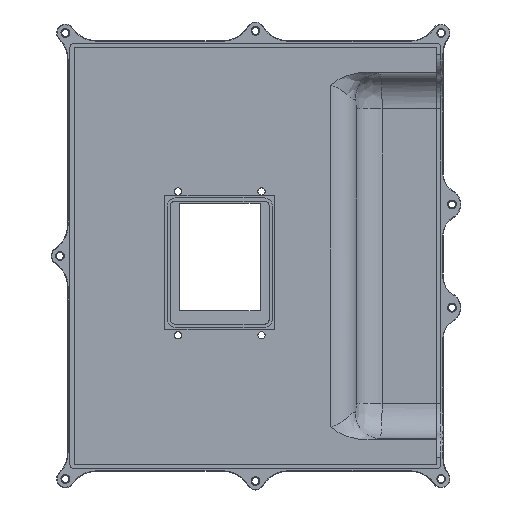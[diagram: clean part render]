
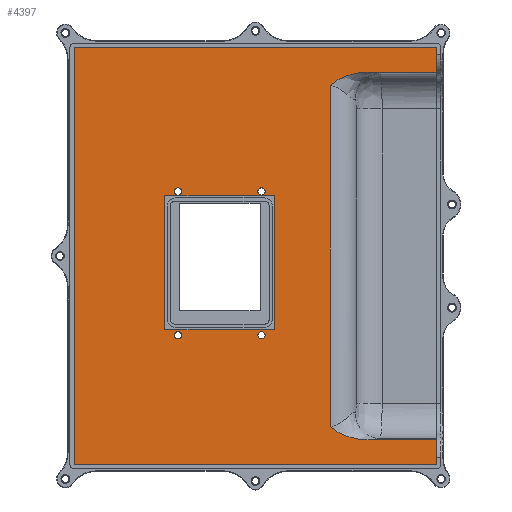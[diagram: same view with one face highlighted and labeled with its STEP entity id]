
A CAD part, top view. The second image highlights one B-rep face of the part: STEP entity #4397.
In plain terms, the highlighted planar face has unit normal (0, 0, 1).
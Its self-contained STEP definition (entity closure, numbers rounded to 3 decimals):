
#191=LINE('',#7010,#449);
#192=LINE('',#7013,#450);
#193=LINE('',#7015,#451);
#194=LINE('',#7017,#452);
#195=LINE('',#7018,#453);
#196=LINE('',#7030,#454);
#197=LINE('',#7042,#455);
#198=LINE('',#7044,#456);
#199=LINE('',#7048,#457);
#200=LINE('',#7052,#458);
#201=LINE('',#7056,#459);
#202=LINE('',#7060,#460);
#449=VECTOR('',#5390,1000.);
#450=VECTOR('',#5391,1000.);
#451=VECTOR('',#5392,1000.);
#452=VECTOR('',#5393,1000.);
#453=VECTOR('',#5394,1000.);
#454=VECTOR('',#5395,1000.);
#455=VECTOR('',#5396,1000.);
#456=VECTOR('',#5397,1000.);
#457=VECTOR('',#5400,1000.);
#458=VECTOR('',#5403,1000.);
#459=VECTOR('',#5406,1000.);
#460=VECTOR('',#5409,1000.);
#697=PLANE('',#4731);
#821=B_SPLINE_CURVE_WITH_KNOTS('',3,(#7021,#7022,#7023,#7024,#7025,#7026,
#7027,#7028),.UNSPECIFIED.,.F.,.F.,(4,1,1,1,1,4),(0.,0.005,
0.01,0.014,0.017,0.019),
 .UNSPECIFIED.);
#822=B_SPLINE_CURVE_WITH_KNOTS('',3,(#7032,#7033,#7034,#7035,#7036,#7037,
#7038,#7039,#7040),.UNSPECIFIED.,.F.,.F.,(4,1,1,1,1,1,4),(0.,0.005,
0.01,0.012,0.014,0.017,
0.019),.UNSPECIFIED.);
#947=ORIENTED_EDGE('',*,*,#2281,.T.);
#948=ORIENTED_EDGE('',*,*,#2282,.T.);
#949=ORIENTED_EDGE('',*,*,#2283,.T.);
#950=ORIENTED_EDGE('',*,*,#2284,.T.);
#951=ORIENTED_EDGE('',*,*,#2285,.F.);
#952=ORIENTED_EDGE('',*,*,#2286,.F.);
#953=ORIENTED_EDGE('',*,*,#2287,.F.);
#954=ORIENTED_EDGE('',*,*,#2288,.F.);
#955=ORIENTED_EDGE('',*,*,#2289,.F.);
#956=ORIENTED_EDGE('',*,*,#2290,.T.);
#957=ORIENTED_EDGE('',*,*,#2291,.T.);
#958=ORIENTED_EDGE('',*,*,#2292,.T.);
#959=ORIENTED_EDGE('',*,*,#2293,.F.);
#960=ORIENTED_EDGE('',*,*,#2294,.T.);
#961=ORIENTED_EDGE('',*,*,#2295,.T.);
#962=ORIENTED_EDGE('',*,*,#2296,.T.);
#963=ORIENTED_EDGE('',*,*,#2297,.T.);
#964=ORIENTED_EDGE('',*,*,#2298,.T.);
#965=ORIENTED_EDGE('',*,*,#2299,.T.);
#966=ORIENTED_EDGE('',*,*,#2300,.T.);
#967=ORIENTED_EDGE('',*,*,#2301,.T.);
#968=ORIENTED_EDGE('',*,*,#2302,.T.);
#2281=EDGE_CURVE('',#2945,#2945,#3344,.F.);
#2282=EDGE_CURVE('',#2946,#2946,#3345,.F.);
#2283=EDGE_CURVE('',#2947,#2947,#3346,.F.);
#2284=EDGE_CURVE('',#2948,#2948,#3347,.F.);
#2285=EDGE_CURVE('',#2949,#2950,#191,.T.);
#2286=EDGE_CURVE('',#2951,#2949,#192,.T.);
#2287=EDGE_CURVE('',#2952,#2951,#193,.T.);
#2288=EDGE_CURVE('',#2950,#2952,#194,.T.);
#2289=EDGE_CURVE('',#2953,#2954,#195,.T.);
#2290=EDGE_CURVE('',#2953,#2955,#821,.T.);
#2291=EDGE_CURVE('',#2955,#2956,#196,.T.);
#2292=EDGE_CURVE('',#2956,#2957,#822,.F.);
#2293=EDGE_CURVE('',#2958,#2957,#197,.F.);
#2294=EDGE_CURVE('',#2958,#2959,#198,.T.);
#2295=EDGE_CURVE('',#2959,#2960,#3348,.T.);
#2296=EDGE_CURVE('',#2960,#2961,#199,.T.);
#2297=EDGE_CURVE('',#2961,#2962,#3349,.T.);
#2298=EDGE_CURVE('',#2962,#2963,#200,.T.);
#2299=EDGE_CURVE('',#2963,#2964,#3350,.T.);
#2300=EDGE_CURVE('',#2964,#2965,#201,.T.);
#2301=EDGE_CURVE('',#2965,#2966,#3351,.T.);
#2302=EDGE_CURVE('',#2966,#2954,#202,.T.);
#2945=VERTEX_POINT('',#7003);
#2946=VERTEX_POINT('',#7005);
#2947=VERTEX_POINT('',#7007);
#2948=VERTEX_POINT('',#7009);
#2949=VERTEX_POINT('',#7011);
#2950=VERTEX_POINT('',#7012);
#2951=VERTEX_POINT('',#7014);
#2952=VERTEX_POINT('',#7016);
#2953=VERTEX_POINT('',#7019);
#2954=VERTEX_POINT('',#7020);
#2955=VERTEX_POINT('',#7029);
#2956=VERTEX_POINT('',#7031);
#2957=VERTEX_POINT('',#7041);
#2958=VERTEX_POINT('',#7043);
#2959=VERTEX_POINT('',#7045);
#2960=VERTEX_POINT('',#7047);
#2961=VERTEX_POINT('',#7049);
#2962=VERTEX_POINT('',#7051);
#2963=VERTEX_POINT('',#7053);
#2964=VERTEX_POINT('',#7055);
#2965=VERTEX_POINT('',#7057);
#2966=VERTEX_POINT('',#7059);
#3344=CIRCLE('',#4732,1.65);
#3345=CIRCLE('',#4733,1.65);
#3346=CIRCLE('',#4734,1.65);
#3347=CIRCLE('',#4735,1.65);
#3348=CIRCLE('',#4736,0.5);
#3349=CIRCLE('',#4737,0.5);
#3350=CIRCLE('',#4738,0.5);
#3351=CIRCLE('',#4739,0.5);
#3655=EDGE_LOOP('',(#947));
#3656=EDGE_LOOP('',(#948));
#3657=EDGE_LOOP('',(#949));
#3658=EDGE_LOOP('',(#950));
#3659=EDGE_LOOP('',(#951,#952,#953,#954));
#3660=EDGE_LOOP('',(#955,#956,#957,#958,#959,#960,#961,#962,#963,#964,#965,
#966,#967,#968));
#4013=FACE_BOUND('',#3655,.T.);
#4014=FACE_BOUND('',#3656,.T.);
#4015=FACE_BOUND('',#3657,.T.);
#4016=FACE_BOUND('',#3658,.T.);
#4017=FACE_BOUND('',#3659,.T.);
#4018=FACE_BOUND('',#3660,.T.);
#4397=ADVANCED_FACE('',(#4013,#4014,#4015,#4016,#4017,#4018),#697,.T.);
#4731=AXIS2_PLACEMENT_3D('',#7001,#5380,#5381);
#4732=AXIS2_PLACEMENT_3D('',#7002,#5382,#5383);
#4733=AXIS2_PLACEMENT_3D('',#7004,#5384,#5385);
#4734=AXIS2_PLACEMENT_3D('',#7006,#5386,#5387);
#4735=AXIS2_PLACEMENT_3D('',#7008,#5388,#5389);
#4736=AXIS2_PLACEMENT_3D('',#7046,#5398,#5399);
#4737=AXIS2_PLACEMENT_3D('',#7050,#5401,#5402);
#4738=AXIS2_PLACEMENT_3D('',#7054,#5404,#5405);
#4739=AXIS2_PLACEMENT_3D('',#7058,#5407,#5408);
#5380=DIRECTION('',(0.,0.,1.));
#5381=DIRECTION('',(1.,0.,0.));
#5382=DIRECTION('',(0.,0.,1.));
#5383=DIRECTION('',(1.,0.,0.));
#5384=DIRECTION('',(0.,0.,1.));
#5385=DIRECTION('',(1.,0.,0.));
#5386=DIRECTION('',(0.,0.,1.));
#5387=DIRECTION('',(1.,0.,0.));
#5388=DIRECTION('',(0.,0.,1.));
#5389=DIRECTION('',(1.,0.,0.));
#5390=DIRECTION('',(1.,0.,0.));
#5391=DIRECTION('',(0.,-1.,0.));
#5392=DIRECTION('',(-1.,0.,0.));
#5393=DIRECTION('',(0.,1.,0.));
#5394=DIRECTION('',(1.,0.,0.));
#5395=DIRECTION('',(0.,1.,0.));
#5396=DIRECTION('',(1.,0.,0.));
#5397=DIRECTION('',(0.,1.,0.));
#5398=DIRECTION('',(0.,0.,1.));
#5399=DIRECTION('',(-1.,0.,0.));
#5400=DIRECTION('',(-1.,0.,0.));
#5401=DIRECTION('',(0.,0.,1.));
#5402=DIRECTION('',(1.,0.,0.));
#5403=DIRECTION('',(0.,-1.,0.));
#5404=DIRECTION('',(0.,0.,1.));
#5405=DIRECTION('',(1.,0.,0.));
#5406=DIRECTION('',(1.,0.,0.));
#5407=DIRECTION('',(0.,0.,1.));
#5408=DIRECTION('',(-1.,0.,0.));
#5409=DIRECTION('',(0.,1.,0.));
#7001=CARTESIAN_POINT('',(82.25,95.,3.5));
#7002=CARTESIAN_POINT('',(-35.02,-35.61,3.5));
#7003=CARTESIAN_POINT('',(-33.37,-35.61,3.5));
#7004=CARTESIAN_POINT('',(3.02,-35.61,3.5));
#7005=CARTESIAN_POINT('',(4.67,-35.61,3.5));
#7006=CARTESIAN_POINT('',(-35.02,29.85,3.5));
#7007=CARTESIAN_POINT('',(-33.37,29.85,3.5));
#7008=CARTESIAN_POINT('',(3.02,29.85,3.5));
#7009=CARTESIAN_POINT('',(4.67,29.85,3.5));
#7010=CARTESIAN_POINT('',(-41.,-33.,3.5));
#7011=CARTESIAN_POINT('',(-41.,-33.,3.5));
#7012=CARTESIAN_POINT('',(9.,-33.,3.5));
#7013=CARTESIAN_POINT('',(-41.,27.,3.5));
#7014=CARTESIAN_POINT('',(-41.,28.,3.5));
#7015=CARTESIAN_POINT('',(9.,28.,3.5));
#7016=CARTESIAN_POINT('',(9.,28.,3.5));
#7017=CARTESIAN_POINT('',(9.,-27.,3.5));
#7018=CARTESIAN_POINT('',(51.954,-83.203,3.5));
#7019=CARTESIAN_POINT('',(51.954,-83.203,3.5));
#7020=CARTESIAN_POINT('',(82.825,-83.203,3.5));
#7021=CARTESIAN_POINT('',(51.954,-83.203,3.5));
#7022=CARTESIAN_POINT('',(50.345,-83.203,3.5));
#7023=CARTESIAN_POINT('',(47.172,-82.949,3.5));
#7024=CARTESIAN_POINT('',(42.524,-81.907,3.5));
#7025=CARTESIAN_POINT('',(38.776,-80.355,3.5));
#7026=CARTESIAN_POINT('',(36.073,-78.615,3.5));
#7027=CARTESIAN_POINT('',(34.846,-77.553,3.5));
#7028=CARTESIAN_POINT('',(34.285,-76.992,3.5));
#7029=CARTESIAN_POINT('',(34.285,-76.992,3.5));
#7030=CARTESIAN_POINT('',(34.285,0.5,3.5));
#7031=CARTESIAN_POINT('',(34.285,77.992,3.5));
#7032=CARTESIAN_POINT('',(51.954,84.203,3.5));
#7033=CARTESIAN_POINT('',(50.344,84.203,3.5));
#7034=CARTESIAN_POINT('',(47.167,83.948,3.5));
#7035=CARTESIAN_POINT('',(43.296,83.08,3.5));
#7036=CARTESIAN_POINT('',(40.261,81.971,3.5));
#7037=CARTESIAN_POINT('',(38.107,80.922,3.5));
#7038=CARTESIAN_POINT('',(36.094,79.632,3.5));
#7039=CARTESIAN_POINT('',(34.846,78.553,3.5));
#7040=CARTESIAN_POINT('',(34.285,77.992,3.5));
#7041=CARTESIAN_POINT('',(51.954,84.203,3.5));
#7042=CARTESIAN_POINT('',(82.825,84.203,3.5));
#7043=CARTESIAN_POINT('',(82.825,84.203,3.5));
#7044=CARTESIAN_POINT('',(82.825,46.359,3.5));
#7045=CARTESIAN_POINT('',(82.825,95.075,3.5));
#7046=CARTESIAN_POINT('',(82.325,95.075,3.5));
#7047=CARTESIAN_POINT('',(82.325,95.575,3.5));
#7048=CARTESIAN_POINT('',(82.25,95.575,3.5));
#7049=CARTESIAN_POINT('',(-81.825,95.575,3.5));
#7050=CARTESIAN_POINT('',(-81.825,95.075,3.5));
#7051=CARTESIAN_POINT('',(-82.325,95.075,3.5));
#7052=CARTESIAN_POINT('',(-82.325,-94.,3.5));
#7053=CARTESIAN_POINT('',(-82.325,-94.075,3.5));
#7054=CARTESIAN_POINT('',(-81.825,-94.075,3.5));
#7055=CARTESIAN_POINT('',(-81.825,-94.575,3.5));
#7056=CARTESIAN_POINT('',(-81.75,-94.575,3.5));
#7057=CARTESIAN_POINT('',(82.325,-94.575,3.5));
#7058=CARTESIAN_POINT('',(82.325,-94.075,3.5));
#7059=CARTESIAN_POINT('',(82.825,-94.075,3.5));
#7060=CARTESIAN_POINT('',(82.825,46.359,3.5));
